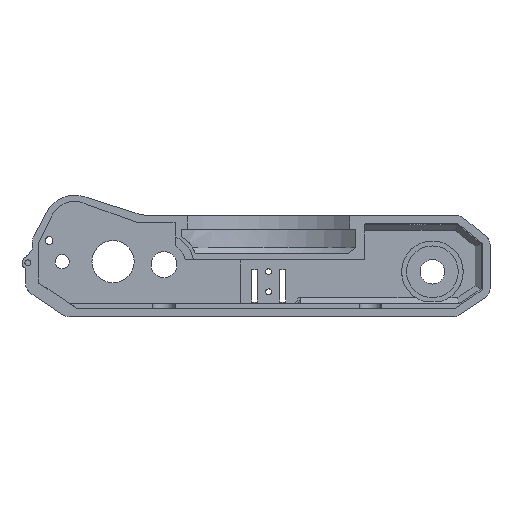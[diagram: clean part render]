
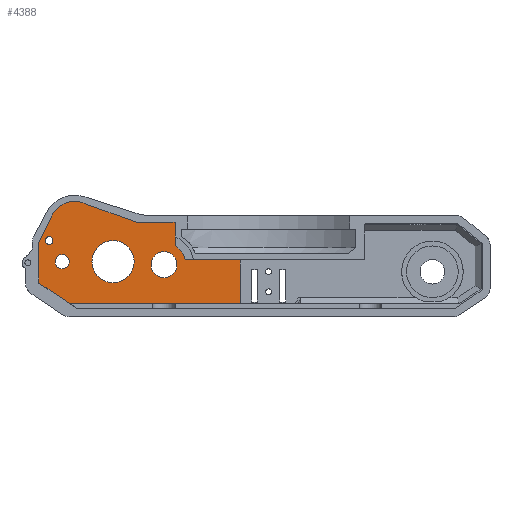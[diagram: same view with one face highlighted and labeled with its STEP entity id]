
A CAD part, front view. The second image highlights one B-rep face of the part: STEP entity #4388.
In plain terms, the highlighted face is planar.
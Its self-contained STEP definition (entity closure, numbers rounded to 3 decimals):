
#76=FACE_BOUND('',#1576,.T.);
#77=FACE_BOUND('',#1577,.T.);
#78=FACE_BOUND('',#1578,.T.);
#79=FACE_BOUND('',#1579,.T.);
#495=LINE('',#7633,#918);
#497=LINE('',#7637,#920);
#502=LINE('',#7651,#925);
#503=LINE('',#7655,#926);
#504=LINE('',#7657,#927);
#505=LINE('',#7659,#928);
#506=LINE('',#7663,#929);
#507=LINE('',#7665,#930);
#508=LINE('',#7667,#931);
#509=LINE('',#7668,#932);
#918=VECTOR('',#5515,10.);
#920=VECTOR('',#5519,10.);
#925=VECTOR('',#5530,10.);
#926=VECTOR('',#5533,10.);
#927=VECTOR('',#5534,10.);
#928=VECTOR('',#5535,10.);
#929=VECTOR('',#5538,10.);
#930=VECTOR('',#5539,10.);
#931=VECTOR('',#5540,10.);
#932=VECTOR('',#5541,10.);
#1108=PLANE('',#4683);
#1315=FACE_OUTER_BOUND('',#1575,.T.);
#1575=EDGE_LOOP('',(#3839,#3840,#3841,#3842,#3843,#3844,#3845,#3846,#3847,
#3848,#3849,#3850));
#1576=EDGE_LOOP('',(#3851));
#1577=EDGE_LOOP('',(#3852));
#1578=EDGE_LOOP('',(#3853));
#1579=EDGE_LOOP('',(#3854));
#1727=CIRCLE('',#4684,7.);
#1728=CIRCLE('',#4685,8.65);
#1729=CIRCLE('',#4686,1.3);
#1730=CIRCLE('',#4687,7.15);
#1731=CIRCLE('',#4688,2.4);
#1732=CIRCLE('',#4689,4.4);
#2186=VERTEX_POINT('',#7630);
#2187=VERTEX_POINT('',#7632);
#2188=VERTEX_POINT('',#7636);
#2194=VERTEX_POINT('',#7650);
#2195=VERTEX_POINT('',#7652);
#2196=VERTEX_POINT('',#7654);
#2197=VERTEX_POINT('',#7656);
#2198=VERTEX_POINT('',#7658);
#2199=VERTEX_POINT('',#7660);
#2200=VERTEX_POINT('',#7662);
#2201=VERTEX_POINT('',#7664);
#2202=VERTEX_POINT('',#7666);
#2203=VERTEX_POINT('',#7669);
#2204=VERTEX_POINT('',#7671);
#2205=VERTEX_POINT('',#7673);
#2206=VERTEX_POINT('',#7675);
#2763=EDGE_CURVE('',#2186,#2187,#495,.T.);
#2765=EDGE_CURVE('',#2188,#2187,#497,.T.);
#2772=EDGE_CURVE('',#2194,#2186,#502,.T.);
#2773=EDGE_CURVE('',#2195,#2194,#1727,.T.);
#2774=EDGE_CURVE('',#2196,#2195,#503,.T.);
#2775=EDGE_CURVE('',#2196,#2197,#504,.T.);
#2776=EDGE_CURVE('',#2198,#2197,#505,.T.);
#2777=EDGE_CURVE('',#2199,#2198,#1728,.T.);
#2778=EDGE_CURVE('',#2199,#2200,#506,.T.);
#2779=EDGE_CURVE('',#2200,#2201,#507,.T.);
#2780=EDGE_CURVE('',#2201,#2202,#508,.T.);
#2781=EDGE_CURVE('',#2202,#2188,#509,.T.);
#2782=EDGE_CURVE('',#2203,#2203,#1729,.T.);
#2783=EDGE_CURVE('',#2204,#2204,#1730,.T.);
#2784=EDGE_CURVE('',#2205,#2205,#1731,.T.);
#2785=EDGE_CURVE('',#2206,#2206,#1732,.F.);
#3839=ORIENTED_EDGE('',*,*,#2772,.F.);
#3840=ORIENTED_EDGE('',*,*,#2773,.F.);
#3841=ORIENTED_EDGE('',*,*,#2774,.F.);
#3842=ORIENTED_EDGE('',*,*,#2775,.T.);
#3843=ORIENTED_EDGE('',*,*,#2776,.F.);
#3844=ORIENTED_EDGE('',*,*,#2777,.F.);
#3845=ORIENTED_EDGE('',*,*,#2778,.T.);
#3846=ORIENTED_EDGE('',*,*,#2779,.T.);
#3847=ORIENTED_EDGE('',*,*,#2780,.T.);
#3848=ORIENTED_EDGE('',*,*,#2781,.T.);
#3849=ORIENTED_EDGE('',*,*,#2765,.T.);
#3850=ORIENTED_EDGE('',*,*,#2763,.F.);
#3851=ORIENTED_EDGE('',*,*,#2782,.T.);
#3852=ORIENTED_EDGE('',*,*,#2783,.T.);
#3853=ORIENTED_EDGE('',*,*,#2784,.T.);
#3854=ORIENTED_EDGE('',*,*,#2785,.T.);
#4388=ADVANCED_FACE('',(#1315,#76,#77,#78,#79),#1108,.F.);
#4683=AXIS2_PLACEMENT_3D('',#7649,#5528,#5529);
#4684=AXIS2_PLACEMENT_3D('',#7653,#5531,#5532);
#4685=AXIS2_PLACEMENT_3D('',#7661,#5536,#5537);
#4686=AXIS2_PLACEMENT_3D('',#7670,#5542,#5543);
#4687=AXIS2_PLACEMENT_3D('',#7672,#5544,#5545);
#4688=AXIS2_PLACEMENT_3D('',#7674,#5546,#5547);
#4689=AXIS2_PLACEMENT_3D('',#7676,#5548,#5549);
#5515=DIRECTION('',(0.,0.,-1.));
#5519=DIRECTION('',(1.,0.,0.));
#5528=DIRECTION('center_axis',(0.,1.,0.));
#5529=DIRECTION('ref_axis',(-1.,0.,0.));
#5530=DIRECTION('',(1.,0.,0.));
#5531=DIRECTION('center_axis',(0.,1.,0.));
#5532=DIRECTION('ref_axis',(-1.,0.,0.));
#5533=DIRECTION('',(0.,0.,-1.));
#5534=DIRECTION('',(-1.,0.,0.));
#5535=DIRECTION('',(0.942,0.,-0.336));
#5536=DIRECTION('center_axis',(0.,1.,0.));
#5537=DIRECTION('ref_axis',(-0.905,0.,0.425));
#5538=DIRECTION('',(-0.433,0.,-0.901));
#5539=DIRECTION('',(0.,0.,-1.));
#5540=DIRECTION('',(0.832,0.,-0.555));
#5541=DIRECTION('',(1.,0.,0.));
#5542=DIRECTION('center_axis',(0.,1.,0.));
#5543=DIRECTION('ref_axis',(-1.,0.,0.));
#5544=DIRECTION('center_axis',(0.,1.,0.));
#5545=DIRECTION('ref_axis',(-1.,0.,0.));
#5546=DIRECTION('center_axis',(0.,1.,0.));
#5547=DIRECTION('ref_axis',(-1.,0.,0.));
#5548=DIRECTION('center_axis',(0.,-1.,0.));
#5549=DIRECTION('ref_axis',(-1.,0.,0.));
#7630=CARTESIAN_POINT('',(-9.5,36.45,17.));
#7632=CARTESIAN_POINT('',(-9.5,36.45,2.2));
#7633=CARTESIAN_POINT('',(-9.5,36.45,11.894));
#7636=CARTESIAN_POINT('',(-31.675,36.45,2.2));
#7637=CARTESIAN_POINT('',(-14.212,36.45,2.2));
#7649=CARTESIAN_POINT('Origin',(-41.685,36.45,14.875));
#7650=CARTESIAN_POINT('',(-28.267,36.45,17.));
#7651=CARTESIAN_POINT('',(-20.591,36.45,17.));
#7652=CARTESIAN_POINT('',(-31.675,36.45,21.738));
#7653=CARTESIAN_POINT('Origin',(-35.136,36.45,15.654));
#7654=CARTESIAN_POINT('',(-31.675,36.45,29.8));
#7655=CARTESIAN_POINT('',(-31.675,36.45,19.849));
#7656=CARTESIAN_POINT('',(-44.734,36.45,29.8));
#7657=CARTESIAN_POINT('',(-16.712,36.45,29.8));
#7658=CARTESIAN_POINT('',(-61.619,36.45,35.83));
#7659=CARTESIAN_POINT('',(-51.686,36.45,32.283));
#7660=CARTESIAN_POINT('',(-73.473,36.45,31.853));
#7661=CARTESIAN_POINT('Origin',(-65.645,36.45,28.174));
#7662=CARTESIAN_POINT('',(-77.8,36.45,22.851));
#7663=CARTESIAN_POINT('',(-73.805,36.45,31.163));
#7664=CARTESIAN_POINT('',(-77.8,36.45,9.177));
#7665=CARTESIAN_POINT('',(-77.8,36.45,18.909));
#7666=CARTESIAN_POINT('',(-67.334,36.45,2.2));
#7667=CARTESIAN_POINT('',(-52.79,36.45,-7.496));
#7668=CARTESIAN_POINT('',(-34.542,36.45,2.2));
#7669=CARTESIAN_POINT('',(-73.027,36.45,23.559));
#7670=CARTESIAN_POINT('Origin',(-74.327,36.45,23.559));
#7671=CARTESIAN_POINT('',(-45.5,36.45,16.42));
#7672=CARTESIAN_POINT('Origin',(-52.65,36.45,16.42));
#7673=CARTESIAN_POINT('',(-67.497,36.45,16.42));
#7674=CARTESIAN_POINT('Origin',(-69.897,36.45,16.42));
#7675=CARTESIAN_POINT('',(-31.01,36.45,15.381));
#7676=CARTESIAN_POINT('Origin',(-35.41,36.45,15.381));
